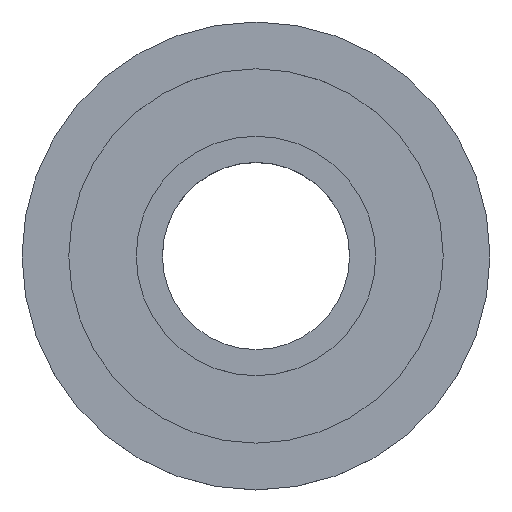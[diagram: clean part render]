
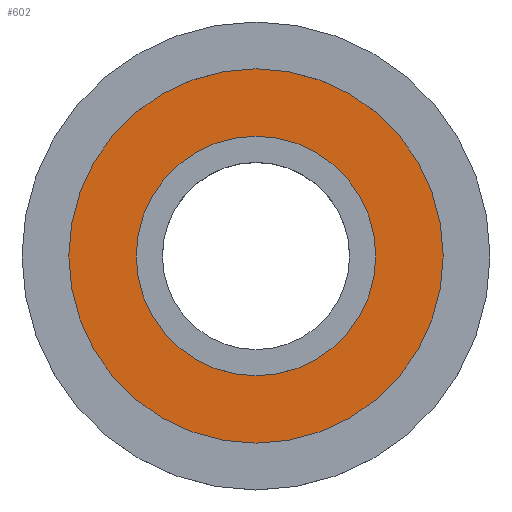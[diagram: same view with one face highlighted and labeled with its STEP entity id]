
A CAD part, top view. The second image highlights one B-rep face of the part: STEP entity #602.
In plain terms, the highlighted planar face has unit normal (0, 0, 1).
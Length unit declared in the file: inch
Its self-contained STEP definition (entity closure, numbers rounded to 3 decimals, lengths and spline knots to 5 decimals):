
#220=CARTESIAN_POINT('',(-0.32,0.,0.13125));
#221=VERTEX_POINT('',#220);
#230=CARTESIAN_POINT('',(0.32,0.,0.13125));
#231=VERTEX_POINT('',#230);
#232=CARTESIAN_POINT('',(0.0,0.0,0.13125));
#233=DIRECTION('',(0.0,0.0,1.0));
#234=DIRECTION('',(-1.0,0.0,0.0));
#235=AXIS2_PLACEMENT_3D('',#232,#233,#234);
#236=CIRCLE('',#235,0.32);
#237=EDGE_CURVE('',#221,#231,#236,.T.);
#348=CARTESIAN_POINT('',(-0.5,0.,0.13125));
#349=VERTEX_POINT('',#348);
#365=CARTESIAN_POINT('',(0.5,0.,0.13125));
#366=VERTEX_POINT('',#365);
#373=CARTESIAN_POINT('',(0.0,0.0,0.13125));
#374=DIRECTION('',(0.0,0.0,-1.0));
#375=DIRECTION('',(-1.0,0.0,0.0));
#376=AXIS2_PLACEMENT_3D('',#373,#374,#375);
#377=CIRCLE('',#376,0.5);
#378=EDGE_CURVE('',#366,#349,#377,.T.);
#475=CARTESIAN_POINT('',(0.0,0.0,0.13125));
#476=DIRECTION('',(0.0,0.0,-1.0));
#477=DIRECTION('',(-1.0,0.0,0.0));
#478=AXIS2_PLACEMENT_3D('',#475,#476,#477);
#479=CIRCLE('',#478,0.5);
#480=EDGE_CURVE('',#349,#366,#479,.T.);
#583=CARTESIAN_POINT('',(0.04545,0.,0.13125));
#584=DIRECTION('',(0.0,0.0,1.0));
#585=DIRECTION('',(1.0,0.0,0.0));
#586=AXIS2_PLACEMENT_3D('',#583,#584,#585);
#587=PLANE('',#586);
#588=ORIENTED_EDGE('',*,*,#378,.F.);
#589=ORIENTED_EDGE('',*,*,#480,.F.);
#590=EDGE_LOOP('',(#588,#589));
#591=FACE_OUTER_BOUND('',#590,.T.);
#592=CARTESIAN_POINT('',(0.0,0.0,0.13125));
#593=DIRECTION('',(0.0,0.0,1.0));
#594=DIRECTION('',(-1.0,0.0,0.0));
#595=AXIS2_PLACEMENT_3D('',#592,#593,#594);
#596=CIRCLE('',#595,0.32);
#597=EDGE_CURVE('',#231,#221,#596,.T.);
#598=ORIENTED_EDGE('',*,*,#597,.F.);
#599=ORIENTED_EDGE('',*,*,#237,.F.);
#600=EDGE_LOOP('',(#598,#599));
#601=FACE_BOUND('',#600,.T.);
#602=ADVANCED_FACE('',(#591,#601),#587,.T.);
